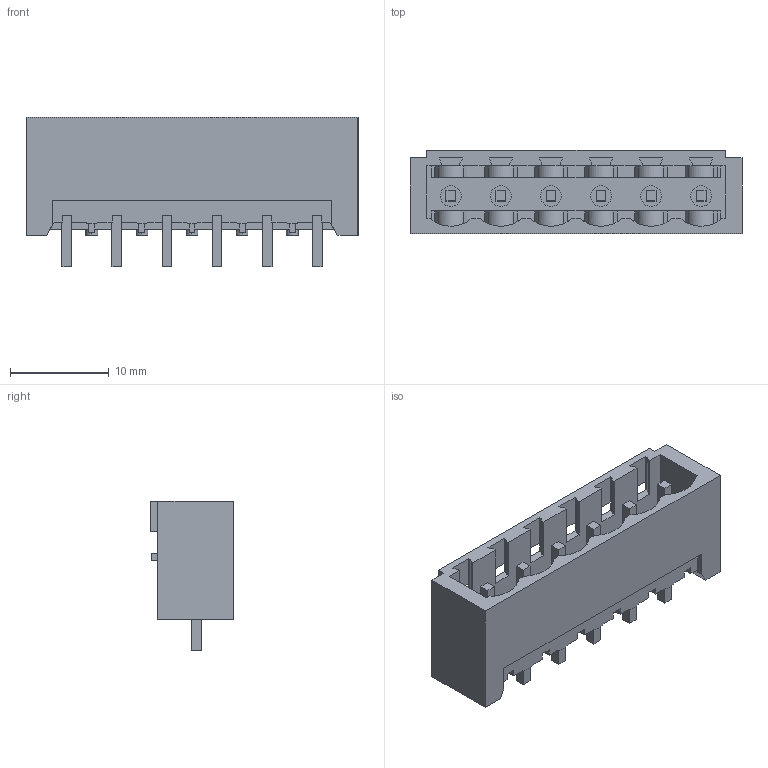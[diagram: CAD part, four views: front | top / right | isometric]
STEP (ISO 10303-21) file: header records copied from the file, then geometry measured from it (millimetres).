
FILE_DESCRIPTION(('CATIA V5 STEP Exchange','CAx-IF Rec.Pracs.--- Model Styling and Organization---1.2---2011-12-15'),'2;1');
FILE_NAME ('D1457021_0', '2018-03-21T13:01:59+00:00', ('none'), ('Weidmueller'), 'CATIA Version 5-6 Release 2014', 'CATIA V5 STEP AP214', 'none');
FILE_SCHEMA(('AUTOMOTIVE_DESIGN { 1 0 10303 214 1 1 1 1 }'));
Length unit declared in the file: millimetre
Products named in the file (1): 1838250000
Bounding box: 33.68 x 8.43 x 15.2 mm (x, y, z)
Volume: 1359.5 mm3; surface area: 2932.4 mm2
Topology: 7 solids, 7 shells, 362 faces, 1140 edges, 782 vertices
Faces by surface type: plane 303, cylinder 53, extrusion 6
Entity records: 12888 total; most frequent: CARTESIAN_POINT 2863, ORIENTED_EDGE 2280, DIRECTION 1751, EDGE_CURVE 1140, VECTOR 936, LINE 930, VERTEX_POINT 782, AXIS2_PLACEMENT_3D 459
